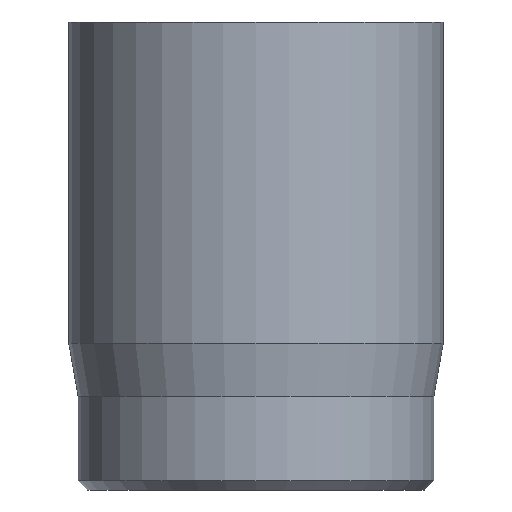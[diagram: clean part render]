
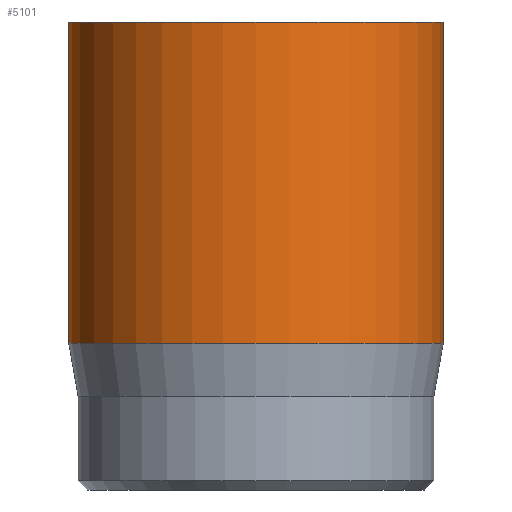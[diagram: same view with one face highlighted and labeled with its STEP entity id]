
A CAD part, front view. The second image highlights one B-rep face of the part: STEP entity #5101.
In plain terms, the highlighted cylindrical face has radius 2 mm (diameter 4 mm), a full revolution.
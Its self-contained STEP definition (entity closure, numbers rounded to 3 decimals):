
#31=CYLINDRICAL_SURFACE('',#5284,2.);
#43=CIRCLE('',#5258,2.);
#54=CIRCLE('',#5282,2.);
#55=CIRCLE('',#5283,2.);
#394=FACE_OUTER_BOUND('',#699,.T.);
#699=EDGE_LOOP('',(#4368,#4369,#4370,#4371,#4372));
#1028=LINE('',#9606,#1374);
#1374=VECTOR('',#5741,2.);
#2253=VERTEX_POINT('',#9560);
#2264=VERTEX_POINT('',#9600);
#2265=VERTEX_POINT('',#9601);
#2967=EDGE_CURVE('',#2253,#2253,#43,.T.);
#2983=EDGE_CURVE('',#2264,#2265,#54,.T.);
#2984=EDGE_CURVE('',#2265,#2264,#55,.T.);
#2986=EDGE_CURVE('',#2253,#2264,#1028,.T.);
#4368=ORIENTED_EDGE('',*,*,#2967,.T.);
#4369=ORIENTED_EDGE('',*,*,#2986,.T.);
#4370=ORIENTED_EDGE('',*,*,#2983,.T.);
#4371=ORIENTED_EDGE('',*,*,#2984,.T.);
#4372=ORIENTED_EDGE('',*,*,#2986,.F.);
#5101=ADVANCED_FACE('',(#394),#31,.T.);
#5258=AXIS2_PLACEMENT_3D('',#9561,#5681,#5682);
#5282=AXIS2_PLACEMENT_3D('',#9602,#5734,#5735);
#5283=AXIS2_PLACEMENT_3D('',#9603,#5736,#5737);
#5284=AXIS2_PLACEMENT_3D('',#9605,#5739,#5740);
#5681=DIRECTION('center_axis',(0.,0.,-1.));
#5682=DIRECTION('ref_axis',(-1.,0.,0.));
#5734=DIRECTION('center_axis',(0.,0.,1.));
#5735=DIRECTION('ref_axis',(-1.,0.,0.));
#5736=DIRECTION('center_axis',(0.,0.,1.));
#5737=DIRECTION('ref_axis',(-1.,0.,0.));
#5739=DIRECTION('center_axis',(0.,0.,1.));
#5740=DIRECTION('ref_axis',(-1.,0.,0.));
#5741=DIRECTION('',(0.,0.,-1.));
#9560=CARTESIAN_POINT('',(2.,0.,5.));
#9561=CARTESIAN_POINT('Origin',(0.,0.,5.));
#9600=CARTESIAN_POINT('',(2.,0.,1.567));
#9601=CARTESIAN_POINT('',(-2.,0.,1.567));
#9602=CARTESIAN_POINT('Origin',(0.,0.,1.567));
#9603=CARTESIAN_POINT('Origin',(0.,0.,1.567));
#9605=CARTESIAN_POINT('Origin',(0.,0.,0.));
#9606=CARTESIAN_POINT('',(2.,0.,0.));
